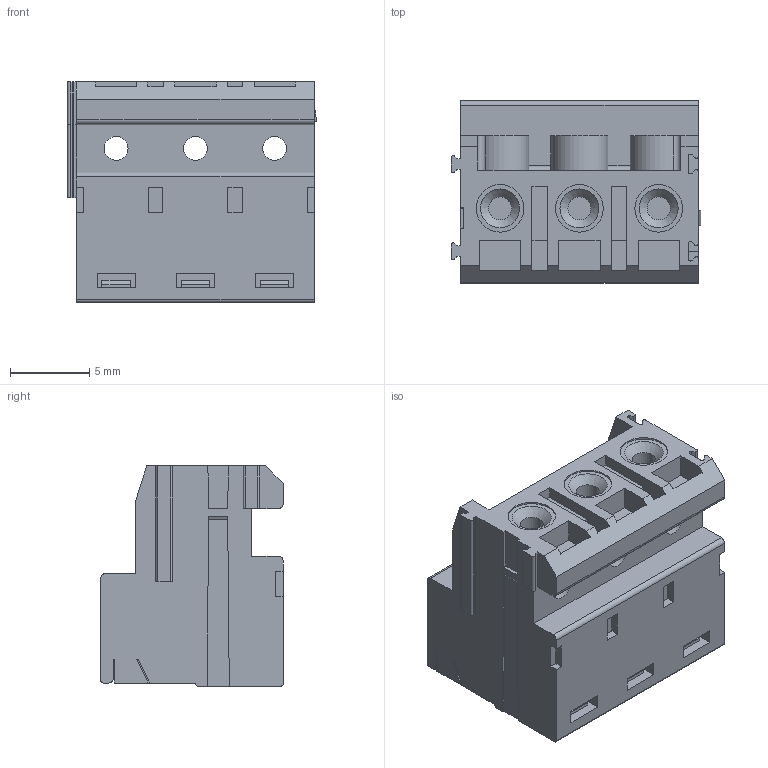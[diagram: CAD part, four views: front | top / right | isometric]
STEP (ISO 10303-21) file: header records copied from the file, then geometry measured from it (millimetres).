
FILE_DESCRIPTION(('STEP AP214'),'1');
FILE_NAME('SHCS03-5.stp','2018-11-12T17:00:40',(' '),(' '),'Spatial InterOp 3D',' ',' ');
FILE_SCHEMA(('AUTOMOTIVE_DESIGN { 1 0 10303 214 1 1 1 1 }'));
Length unit declared in the file: metre
Products named in the file (1): 1
Bounding box: 15.73 x 11.5 x 13.9 mm (x, y, z)
Volume: 1624.5 mm3; surface area: 2043.2 mm2
Topology: 1 solids, 1 shells, 367 faces, 1031 edges, 681 vertices
Faces by surface type: plane 289, cylinder 69, cone 9
Full cylindrical faces by diameter (mm): 1.45 x3, 1.5 x3, 2.6 x3, 2.7 x3, 3 x3, 3.6 x4, 3.8 x3
Entity records: 14492 total; most frequent: CARTESIAN_POINT 2167, ORIENTED_EDGE 1950, DIRECTION 1846, EDGE_CURVE 975, LINE 818, VECTOR 818, VERTEX_POINT 658, AXIS2_PLACEMENT_3D 514
